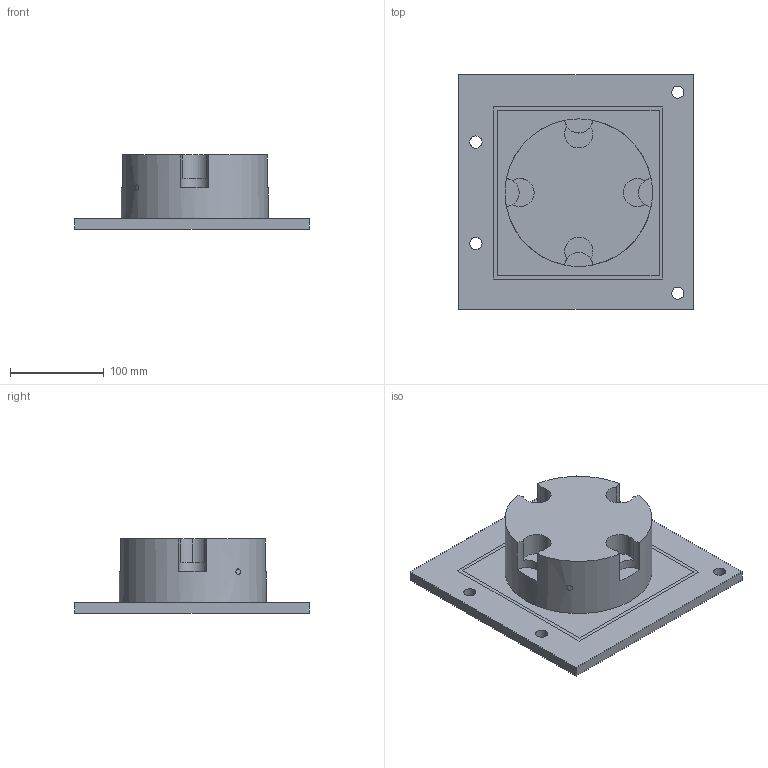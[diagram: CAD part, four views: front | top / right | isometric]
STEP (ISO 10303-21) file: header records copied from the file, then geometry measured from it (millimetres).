
FILE_DESCRIPTION(('FreeCAD Model'),'2;1');
FILE_NAME('85_D_Hat_Prop_2_Bas.step','2021-03-17T10:04:01',('Author'),(''), 'Open CASCADE STEP processor 7.3','FreeCAD','Unknown');
FILE_SCHEMA(('AUTOMOTIVE_DESIGN { 1 0 10303 214 1 1 1 1 }'));
Length unit declared in the file: millimetre
Products named in the file (1): 85_D_Hat_Prop_2_Bas001
Bounding box: 250 x 250 x 79 mm (x, y, z)
Volume: 1901088 mm3; surface area: 182674.6 mm2
Topology: 1 solids, 2 shells, 58 faces, 149 edges, 97 vertices
Faces by surface type: cylinder 32, plane 26
Full cylindrical faces by diameter (mm): 13 x8, 157 x1
Entity records: 5475 total; most frequent: CARTESIAN_POINT 2095, DIRECTION 550, ORIENTED_EDGE 298, PCURVE 298, DEFINITIONAL_REPRESENTATION 298, LINE 229, VECTOR 229, EDGE_CURVE 149
